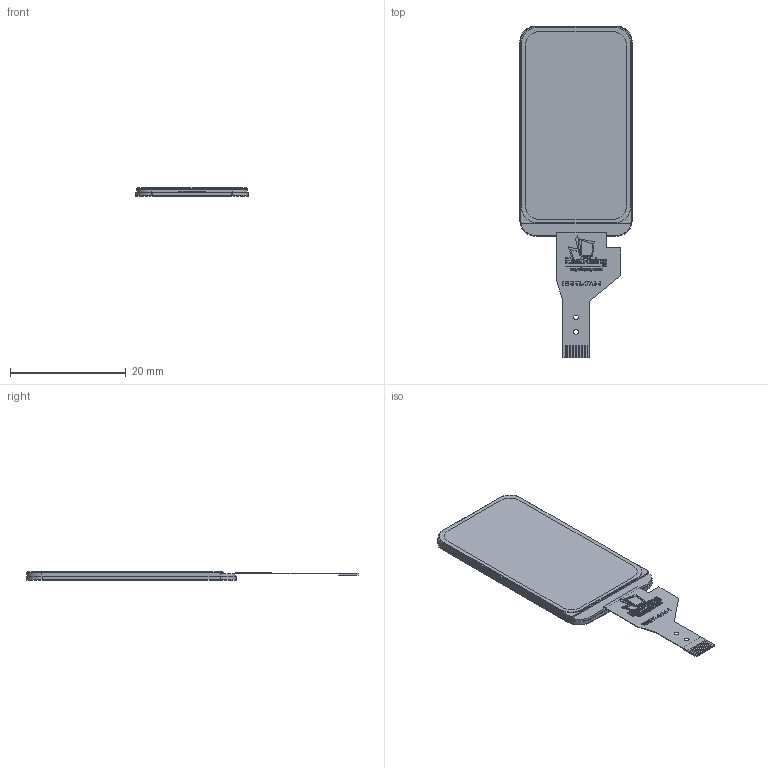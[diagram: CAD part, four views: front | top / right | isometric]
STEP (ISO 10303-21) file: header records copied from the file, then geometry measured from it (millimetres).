
FILE_DESCRIPTION (( 'STEP AP214' ), '1' );
FILE_NAME ('ER-TFT1.47A1-1.STEP', '2024-07-25T02:36:59', ( '微软用户' ), ( '微软中国' ), 'SwSTEP 2.0', 'SolidWorks 2023', '' );
FILE_SCHEMA (( 'AUTOMOTIVE_DESIGN' ));
Length unit declared in the file: millimetre
Products named in the file (1): ER-TFT1.47A1-1
Bounding box: 19.39 x 57.28 x 1.46 mm (x, y, z)
Volume: 1005.5 mm3; surface area: 2058 mm2
Topology: 47 solids, 47 shells, 690 faces, 1795 edges, 1204 vertices
Faces by surface type: plane 416, bspline 248, cylinder 26
Entity records: 30213 total; most frequent: CARTESIAN_POINT 13810, ORIENTED_EDGE 3590, DIRECTION 2243, EDGE_CURVE 1795, VECTOR 1241, LINE 1241, VERTEX_POINT 1204, EDGE_LOOP 723
